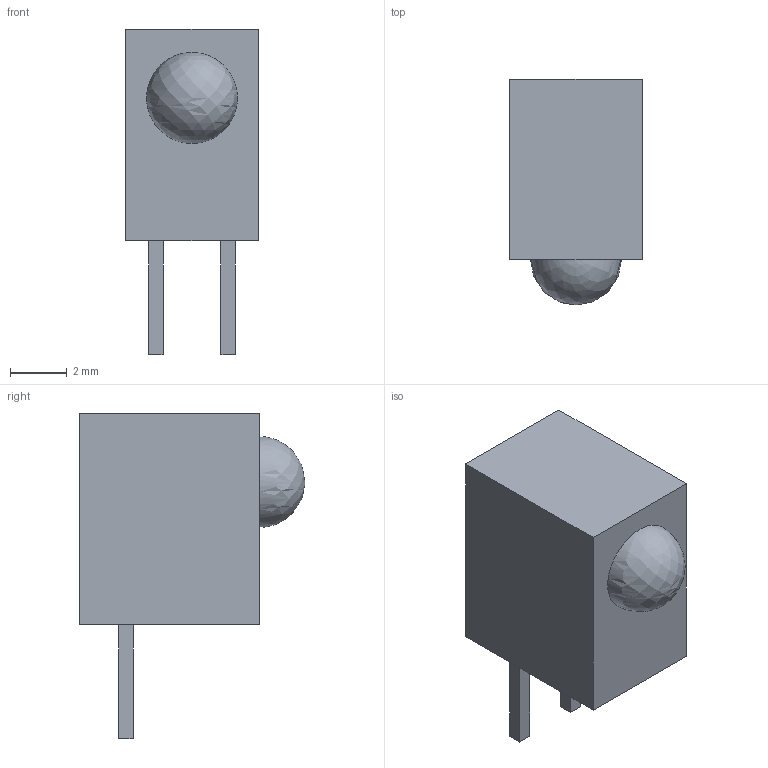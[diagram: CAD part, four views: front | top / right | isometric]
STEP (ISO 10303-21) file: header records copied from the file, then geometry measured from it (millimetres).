
FILE_DESCRIPTION(/* description */ (''),/* implementation_level */ '2;1');
FILE_NAME(/* name */ 'LED _3MM_RA',/* time_stamp */ '2021-11-24T15:46:49+01:00',/* author */ (''),/* organization */ (''),/* preprocessor_version */ 'ST-DEVELOPER v16.5',/* originating_system */ '',/* authorisation */ '');
FILE_SCHEMA (('CONFIG_CONTROL_DESIGN'));
Length unit declared in the file: millimetre
Products named in the file (1): Document
Bounding box: 4.65 x 7.95 x 11.44 mm (x, y, z)
Volume: 238.8 mm3; surface area: 271.9 mm2
Topology: 4 solids, 4 shells, 20 faces, 42 edges, 26 vertices
Faces by surface type: plane 18, bspline 2
Entity records: 566 total; most frequent: CARTESIAN_POINT 178, ORIENTED_EDGE 76, EDGE_CURVE 38, B_SPLINE_CURVE_WITH_KNOTS 36, VERTEX_POINT 26, DIRECTION 22, ADVANCED_FACE 20, FACE_OUTER_BOUND 20
